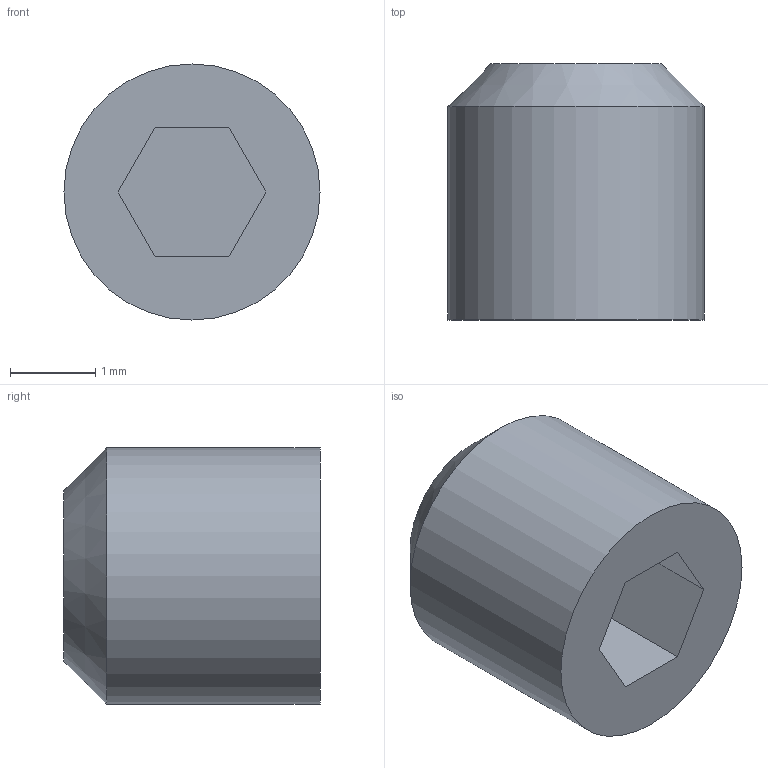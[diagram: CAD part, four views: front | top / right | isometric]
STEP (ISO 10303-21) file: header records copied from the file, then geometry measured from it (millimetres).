
FILE_DESCRIPTION(/* description */ ('STEP AP214'),/* implementation_level */ '2;1');
FILE_NAME(/* name */ '6876f84bcc95e74f1a4e5bd9',/* time_stamp */ '2025-07-16T00:54:35Z',/* author */ (''),/* organization */ (''),/* preprocessor_version */ 'ST-DEVELOPER v20',/* originating_system */ 'ONSHAPE BY PTC INC, 1.200',/* authorisation */ ' ');
FILE_SCHEMA (('AUTOMOTIVE_DESIGN {1 0 10303 214 3 1 1}'));
Length unit declared in the file: metre
Products named in the file (1): DIN_916-M3x3
Bounding box: 3 x 3 x 3 mm (x, y, z)
Volume: 17.2 mm3; surface area: 47.1 mm2
Topology: 1 solids, 1 shells, 11 faces, 23 edges, 15 vertices
Faces by surface type: plane 9, cylinder 1, cone 1
Full cylindrical faces by diameter (mm): 3 x1
Entity records: 312 total; most frequent: DIRECTION 48, CARTESIAN_POINT 48, ORIENTED_EDGE 42, EDGE_CURVE 21, LINE 18, VECTOR 18, VERTEX_POINT 15, AXIS2_PLACEMENT_3D 15
